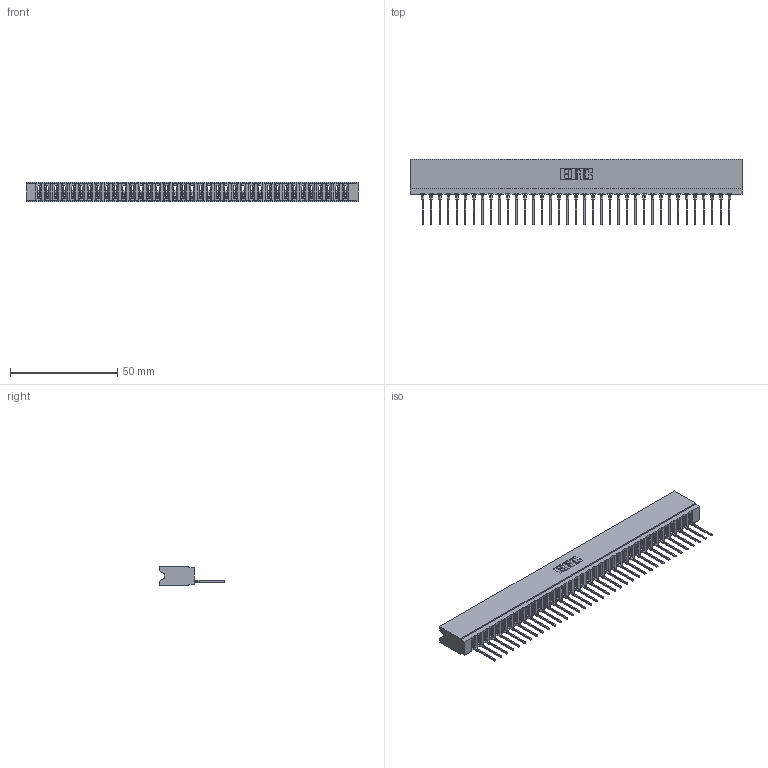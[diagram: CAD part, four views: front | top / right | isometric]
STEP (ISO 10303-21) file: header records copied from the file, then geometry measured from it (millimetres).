
FILE_DESCRIPTION (( 'STEP AP203' ), '1' );
FILE_NAME ('737-037-545-106.STEP', '2026-02-24T23:58:35', ( '' ), ( '' ), 'SwSTEP 2.0', 'SolidWorks 2023', '' );
FILE_SCHEMA (( 'CONFIG_CONTROL_DESIGN' ));
Length unit declared in the file: millimetre
Products named in the file (3): 745-292-001_545; 737 Part_Insulator Option - 06; 737-037-545-106
Assembly tree (38 placements, depth 2):
  737-037-545-106
    737 Part_Insulator Option - 06
    745-292-001_545  x37
Bounding box: 154.48 x 30.62 x 8.89 mm (x, y, z)
Volume: 14986.7 mm3; surface area: 20959.3 mm2
Topology: 38 solids, 38 shells, 4276 faces, 11764 edges, 7422 vertices
Faces by surface type: plane 2571, cylinder 743, bspline 740, torus 222
Entity records: 62997 total; most frequent: CARTESIAN_POINT 11609, ORIENTED_EDGE 11072, DIRECTION 9594, EDGE_CURVE 5536, LINE 5132, VECTOR 5132, VERTEX_POINT 3534, AXIS2_PLACEMENT_3D 2231
